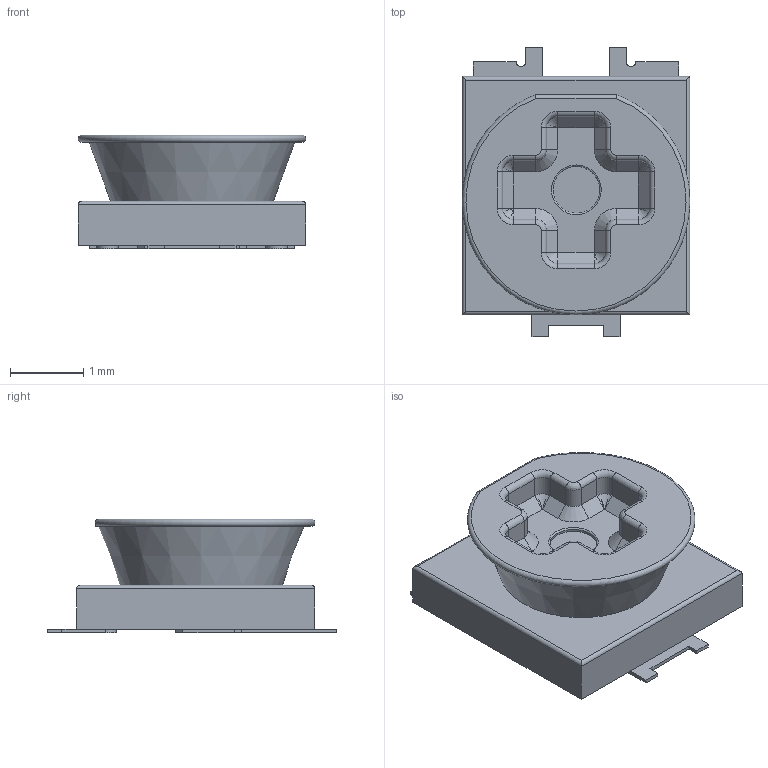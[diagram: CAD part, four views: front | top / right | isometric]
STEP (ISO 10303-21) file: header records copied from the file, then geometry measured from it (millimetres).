
FILE_DESCRIPTION(/* description */ (''),/* implementation_level */ '2;1');
FILE_NAME(/* name */ '3x3可调电阻.step',/* time_stamp */ '2022-05-20T12:32:18+08:00',/* author */ (''),/* organization */ (''),/* preprocessor_version */ 'ST-DEVELOPER v18.1',/* originating_system */ 'Autodesk Translation Framework v10.14.0.1471',/* authorisation */ '');
FILE_SCHEMA (('AUTOMOTIVE_DESIGN { 1 0 10303 214 3 1 1 }'));
Length unit declared in the file: millimetre
Products named in the file (1): 3x3可调电阻
Bounding box: 3.1 x 3.95 x 1.55 mm (x, y, z)
Volume: 9.7 mm3; surface area: 44.7 mm2
Topology: 1 solids, 1 shells, 134 faces, 322 edges, 187 vertices
Faces by surface type: plane 72, cylinder 35, cone 13, torus 10, bspline 4
Full cylindrical faces by diameter (mm): 0.331 x1, 0.638 x1
Entity records: 3863 total; most frequent: CARTESIAN_POINT 716, DIRECTION 658, ORIENTED_EDGE 628, EDGE_CURVE 314, LINE 224, VECTOR 224, AXIS2_PLACEMENT_3D 217, VERTEX_POINT 187
